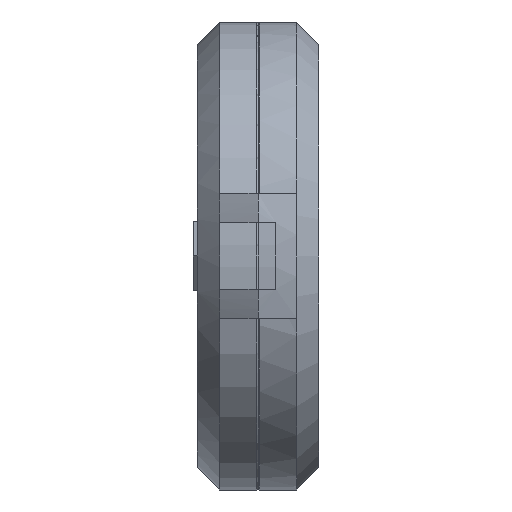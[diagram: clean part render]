
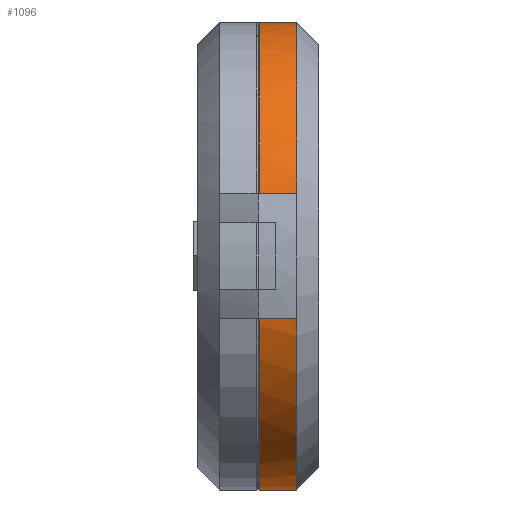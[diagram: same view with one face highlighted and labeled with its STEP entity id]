
A CAD part, left-side view. The second image highlights one B-rep face of the part: STEP entity #1096.
In plain terms, the highlighted cylindrical face has radius 15.9 mm (diameter 31.8 mm), a partial arc.
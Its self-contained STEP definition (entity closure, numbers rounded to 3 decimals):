
#39 = CYLINDRICAL_SURFACE ( 'NONE', #2324, 15.9 ) ;
#99 = CARTESIAN_POINT ( 'NONE',  ( -6.88, 4.03, -15.9 ) ) ;
#118 = DIRECTION ( 'NONE',  ( 0., 0., 1. ) ) ;
#196 = CARTESIAN_POINT ( 'NONE',  ( -6.88, 1.5, -15.9 ) ) ;
#491 = CARTESIAN_POINT ( 'NONE',  ( -6.88, 1.5, 0. ) ) ;
#650 = VERTEX_POINT ( 'NONE', #99 ) ;
#979 = DIRECTION ( 'NONE',  ( 0., -1., 0. ) ) ;
#1043 = CIRCLE ( 'NONE', #2523, 15.9 ) ;
#1059 = LINE ( 'NONE', #4124, #2052 ) ;
#1096 = ADVANCED_FACE ( 'NONE', ( #2308 ), #39, .T. ) ;
#1106 = CARTESIAN_POINT ( 'NONE',  ( -6.88, 4.03, 0. ) ) ;
#1129 = ORIENTED_EDGE ( 'NONE', *, *, #2223, .T. ) ;
#1180 = EDGE_CURVE ( 'NONE', #1724, #5014, #2532, .T. ) ;
#1255 = CARTESIAN_POINT ( 'NONE',  ( -6.88, 4.03, 15.9 ) ) ;
#1328 = VERTEX_POINT ( 'NONE', #2716 ) ;
#1340 = VERTEX_POINT ( 'NONE', #1255 ) ;
#1515 = DIRECTION ( 'NONE',  ( 0., 0., -1. ) ) ;
#1676 = ORIENTED_EDGE ( 'NONE', *, *, #4939, .T. ) ;
#1724 = VERTEX_POINT ( 'NONE', #2607 ) ;
#1763 = DIRECTION ( 'NONE',  ( 0., -1., 0. ) ) ;
#1817 = VECTOR ( 'NONE', #3471, 1000. ) ;
#1825 = DIRECTION ( 'NONE',  ( 0., 0., -1. ) ) ;
#1831 = CIRCLE ( 'NONE', #5125, 15.9 ) ;
#1886 = ORIENTED_EDGE ( 'NONE', *, *, #3765, .T. ) ;
#1964 = EDGE_CURVE ( 'NONE', #1340, #4960, #2359, .T. ) ;
#1971 = VERTEX_POINT ( 'NONE', #196 ) ;
#1999 = AXIS2_PLACEMENT_3D ( 'NONE', #491, #4849, #3250 ) ;
#2052 = VECTOR ( 'NONE', #4141, 1000. ) ;
#2111 = LINE ( 'NONE', #2271, #1817 ) ;
#2129 = CARTESIAN_POINT ( 'NONE',  ( -6.88, 4.13, 15.9 ) ) ;
#2223 = EDGE_CURVE ( 'NONE', #4267, #650, #1831, .T. ) ;
#2271 = CARTESIAN_POINT ( 'NONE',  ( -22.62, 2.93, -2.25 ) ) ;
#2308 = FACE_OUTER_BOUND ( 'NONE', #4513, .T. ) ;
#2324 = AXIS2_PLACEMENT_3D ( 'NONE', #4479, #3621, #4501 ) ;
#2359 = LINE ( 'NONE', #2129, #3173 ) ;
#2523 = AXIS2_PLACEMENT_3D ( 'NONE', #1106, #4689, #1515 ) ;
#2532 = CIRCLE ( 'NONE', #2663, 15.9 ) ;
#2607 = CARTESIAN_POINT ( 'NONE',  ( -22.62, 2.93, -2.25 ) ) ;
#2611 = CARTESIAN_POINT ( 'NONE',  ( -22.62, 4.03, -2.25 ) ) ;
#2663 = AXIS2_PLACEMENT_3D ( 'NONE', #4069, #4847, #118 ) ;
#2706 = CARTESIAN_POINT ( 'NONE',  ( -6.88, 1.5, 15.9 ) ) ;
#2716 = CARTESIAN_POINT ( 'NONE',  ( -22.62, 4.03, 2.25 ) ) ;
#2777 = CARTESIAN_POINT ( 'NONE',  ( -22.62, 2.93, 2.25 ) ) ;
#2844 = ORIENTED_EDGE ( 'NONE', *, *, #1180, .F. ) ;
#3001 = LINE ( 'NONE', #3017, #3453 ) ;
#3017 = CARTESIAN_POINT ( 'NONE',  ( -22.62, 2.93, 2.25 ) ) ;
#3155 = CIRCLE ( 'NONE', #1999, 15.9 ) ;
#3173 = VECTOR ( 'NONE', #979, 1000. ) ;
#3250 = DIRECTION ( 'NONE',  ( 0., 0., -1. ) ) ;
#3304 = CARTESIAN_POINT ( 'NONE',  ( -6.88, 4.03, 0. ) ) ;
#3453 = VECTOR ( 'NONE', #5001, 1000. ) ;
#3471 = DIRECTION ( 'NONE',  ( 0., 1., 0. ) ) ;
#3581 = ORIENTED_EDGE ( 'NONE', *, *, #3619, .T. ) ;
#3619 = EDGE_CURVE ( 'NONE', #1971, #4960, #3155, .T. ) ;
#3621 = DIRECTION ( 'NONE',  ( 0., -1., 0. ) ) ;
#3765 = EDGE_CURVE ( 'NONE', #650, #1971, #1059, .T. ) ;
#3988 = EDGE_CURVE ( 'NONE', #1724, #4267, #2111, .T. ) ;
#4069 = CARTESIAN_POINT ( 'NONE',  ( -6.88, 2.93, 0. ) ) ;
#4124 = CARTESIAN_POINT ( 'NONE',  ( -6.88, 4.13, -15.9 ) ) ;
#4141 = DIRECTION ( 'NONE',  ( 0., -1., 0. ) ) ;
#4158 = ORIENTED_EDGE ( 'NONE', *, *, #1964, .F. ) ;
#4267 = VERTEX_POINT ( 'NONE', #2611 ) ;
#4479 = CARTESIAN_POINT ( 'NONE',  ( -6.88, 4.13, 0. ) ) ;
#4501 = DIRECTION ( 'NONE',  ( 0., 0., -1. ) ) ;
#4513 = EDGE_LOOP ( 'NONE', ( #5106, #1129, #1886, #3581, #4158, #1676, #5008, #2844 ) ) ;
#4689 = DIRECTION ( 'NONE',  ( 0., -1., 0. ) ) ;
#4710 = EDGE_CURVE ( 'NONE', #5014, #1328, #3001, .T. ) ;
#4847 = DIRECTION ( 'NONE',  ( 0., 1., 0. ) ) ;
#4849 = DIRECTION ( 'NONE',  ( 0., 1., 0. ) ) ;
#4939 = EDGE_CURVE ( 'NONE', #1340, #1328, #1043, .T. ) ;
#4960 = VERTEX_POINT ( 'NONE', #2706 ) ;
#5001 = DIRECTION ( 'NONE',  ( 0., 1., 0. ) ) ;
#5008 = ORIENTED_EDGE ( 'NONE', *, *, #4710, .F. ) ;
#5014 = VERTEX_POINT ( 'NONE', #2777 ) ;
#5106 = ORIENTED_EDGE ( 'NONE', *, *, #3988, .T. ) ;
#5125 = AXIS2_PLACEMENT_3D ( 'NONE', #3304, #1763, #1825 ) ;
